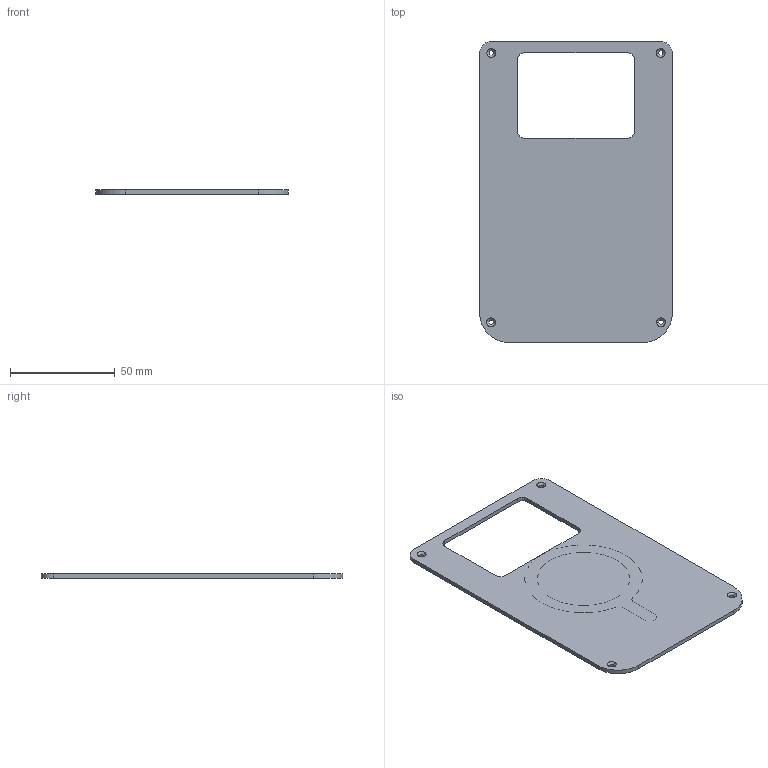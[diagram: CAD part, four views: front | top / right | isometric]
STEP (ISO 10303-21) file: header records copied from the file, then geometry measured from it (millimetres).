
FILE_DESCRIPTION (( 'STEP AP214' ), '1' );
FILE_NAME ('HackberryPi_CM5_lowercase.STEP', '2025-05-13T19:39:32', ( '' ), ( '' ), 'SwSTEP 2.0', 'SolidWorks 2021', '' );
FILE_SCHEMA (( 'AUTOMOTIVE_DESIGN' ));
Length unit declared in the file: millimetre
Products named in the file (1): HackberryPi_CM5_lowercase
Bounding box: 91.77 x 143.47 x 2 mm (x, y, z)
Volume: 14776.5 mm3; surface area: 23413.6 mm2
Topology: 1 solids, 1 shells, 54 faces, 145 edges, 94 vertices
Faces by surface type: cylinder 24, plane 22, cone 8
Entity records: 1757 total; most frequent: DIRECTION 313, CARTESIAN_POINT 294, ORIENTED_EDGE 290, EDGE_CURVE 145, AXIS2_PLACEMENT_3D 113, VERTEX_POINT 94, VECTOR 87, LINE 87
